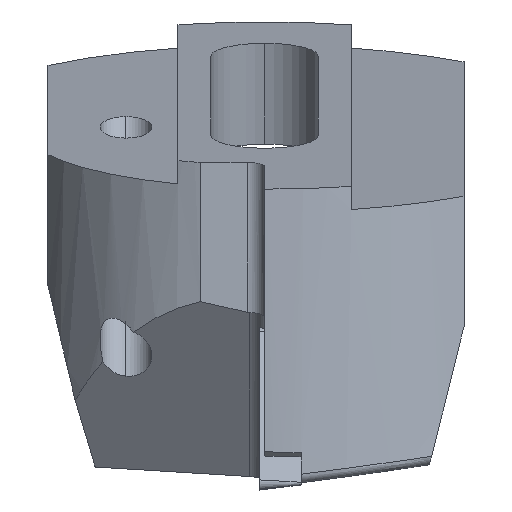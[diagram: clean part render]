
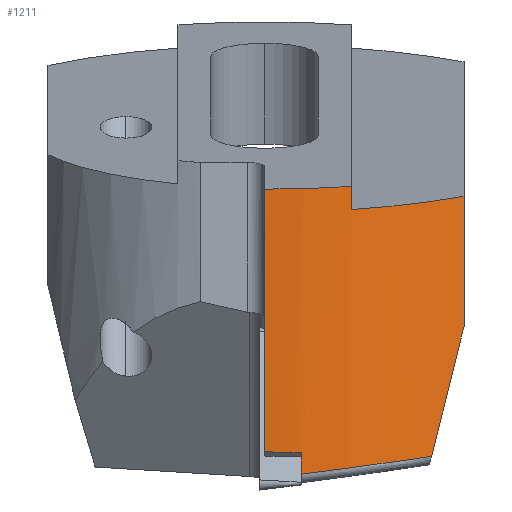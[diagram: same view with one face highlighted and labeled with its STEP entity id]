
A CAD part, left-side view. The second image highlights one B-rep face of the part: STEP entity #1211.
In plain terms, the highlighted cylindrical face has radius 19.67 mm (diameter 39.341 mm), a partial arc.
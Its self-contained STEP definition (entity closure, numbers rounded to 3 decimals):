
#639=VERTEX_POINT('NONE',#1828);
#771=VERTEX_POINT('NONE',#1978);
#819=VERTEX_POINT('NONE',#2028);
#821=EDGE_CURVE('NONE',#1017,#819,#2030,.T.);
#951=EDGE_CURVE('NONE',#1191,#1113,#2176,.F.);
#1017=VERTEX_POINT('NONE',#2245);
#1057=EDGE_CURVE('NONE',#1717,#1569,#2290,.T.);
#1113=VERTEX_POINT('NONE',#2351);
#1191=VERTEX_POINT('NONE',#2438);
#1211=ADVANCED_FACE('NONE',(#2458),#2459,.T.);
#1237=VERTEX_POINT('NONE',#2485);
#1335=EDGE_CURVE('NONE',#639,#1237,#2592,.T.);
#1347=EDGE_CURVE('NONE',#1191,#771,#2604,.T.);
#1371=EDGE_CURVE('NONE',#1113,#1569,#2632,.T.);
#1389=EDGE_CURVE('NONE',#639,#1017,#2650,.T.);
#1569=VERTEX_POINT('NONE',#2853);
#1627=EDGE_CURVE('NONE',#819,#771,#2915,.T.);
#1717=VERTEX_POINT('NONE',#3014);
#1767=EDGE_CURVE('NONE',#1717,#1237,#3068,.T.);
#1828=CARTESIAN_POINT('',(-19.67,0.,-24.804));
#1978=CARTESIAN_POINT('',(-19.024,-5.0,-10.82));
#2028=CARTESIAN_POINT('',(-19.024,-5.0,-9.481));
#2030=ELLIPSE('',#3964,20.273,19.67);
#2176=LINE('',#4169,#4170);
#2245=CARTESIAN_POINT('',(-19.67,0.,-9.642));
#2290=B_SPLINE_CURVE_WITH_KNOTS('',3,(#4327,#4328,#4329,#4330,#4331,#4332,#4333),.UNSPECIFIED.,.F.,.F.,(4,3,4),(0.0,0.833,1.0),.UNSPECIFIED.);
#2351=CARTESIAN_POINT('',(-15.959,-11.5,-17.583));
#2438=CARTESIAN_POINT('',(-15.959,-11.5,-10.056));
#2458=FACE_OUTER_BOUND('',#4570,.T.);
#2459=CYLINDRICAL_SURFACE('',#4571,19.67);
#2485=CARTESIAN_POINT('',(-19.558,-2.1,-24.861));
#2592=ELLIPSE('',#4748,22.077,19.67);
#2604=ELLIPSE('',#4765,20.273,19.67);
#2632=ELLIPSE('',#4802,78.327,19.67);
#2650=LINE('',#4838,#4839);
#2853=CARTESIAN_POINT('',(-17.15,-9.634,-25.058));
#2915=LINE('',#5256,#5257);
#3014=CARTESIAN_POINT('',(-19.558,-2.1,-26.084));
#3068=LINE('',#5484,#5485);
#3964=AXIS2_PLACEMENT_3D('',#5774,#5775,#5776);
#4169=CARTESIAN_POINT('',(-15.959,-11.5,0.));
#4170=VECTOR('',#5967,1.0);
#4327=CARTESIAN_POINT('',(-19.558,-2.1,-26.084));
#4328=CARTESIAN_POINT('',(-19.322,-4.3,-25.808));
#4329=CARTESIAN_POINT('',(-18.711,-6.458,-25.518));
#4330=CARTESIAN_POINT('',(-17.76,-8.456,-25.23));
#4331=CARTESIAN_POINT('',(-17.57,-8.855,-25.173));
#4332=CARTESIAN_POINT('',(-17.366,-9.248,-25.115));
#4333=CARTESIAN_POINT('',(-17.15,-9.634,-25.058));
#4570=EDGE_LOOP('',(#6273,#6274,#6275,#6276,#6277,#6278,#6279,#6280,#6281));
#4571=AXIS2_PLACEMENT_3D('',#6282,#6283,#6284);
#4748=AXIS2_PLACEMENT_3D('',#6437,#6438,#6439);
#4765=AXIS2_PLACEMENT_3D('',#6442,#6443,#6444);
#4802=AXIS2_PLACEMENT_3D('',#6492,#6493,#6494);
#4838=CARTESIAN_POINT('',(-19.67,0.0,0.));
#4839=VECTOR('',#6501,1.0);
#5256=CARTESIAN_POINT('',(-19.024,-5.0,0.));
#5257=VECTOR('',#6868,1.0);
#5484=CARTESIAN_POINT('',(-19.558,-2.1,0.));
#5485=VECTOR('',#7045,1.0);
#5774=CARTESIAN_POINT('',(0.,0.,-4.737));
#5775=DIRECTION('',(-0.242,0.,0.97));
#5776=DIRECTION('',(-0.97,0.,-0.242));
#5967=DIRECTION('',(0.,0.,1.0));
#6273=ORIENTED_EDGE('',*,*,#1767,.F.);
#6274=ORIENTED_EDGE('',*,*,#1057,.T.);
#6275=ORIENTED_EDGE('',*,*,#1371,.F.);
#6276=ORIENTED_EDGE('',*,*,#951,.F.);
#6277=ORIENTED_EDGE('',*,*,#1347,.T.);
#6278=ORIENTED_EDGE('',*,*,#1627,.F.);
#6279=ORIENTED_EDGE('',*,*,#821,.F.);
#6280=ORIENTED_EDGE('',*,*,#1389,.F.);
#6281=ORIENTED_EDGE('',*,*,#1335,.T.);
#6282=CARTESIAN_POINT('',(0.0,0.0,0.0));
#6283=DIRECTION('',(0.,0.,-1.0));
#6284=DIRECTION('',(0.,1.0,0.));
#6437=CARTESIAN_POINT('',(0.,0.,-34.826));
#6438=DIRECTION('',(0.454,0.0,0.891));
#6439=DIRECTION('',(-0.891,0.,0.454));
#6442=CARTESIAN_POINT('',(0.,0.,-6.077));
#6443=DIRECTION('',(0.242,0.0,-0.97));
#6444=DIRECTION('',(-0.97,0.,-0.242));
#6492=CARTESIAN_POINT('',(0.,0.,-57.837));
#6493=DIRECTION('',(0.063,-0.966,-0.251));
#6494=DIRECTION('',(-0.016,0.251,-0.968));
#6501=DIRECTION('',(0.,0.,1.0));
#6868=DIRECTION('',(0.,0.,-1.0));
#7045=DIRECTION('',(0.,0.,1.0));
